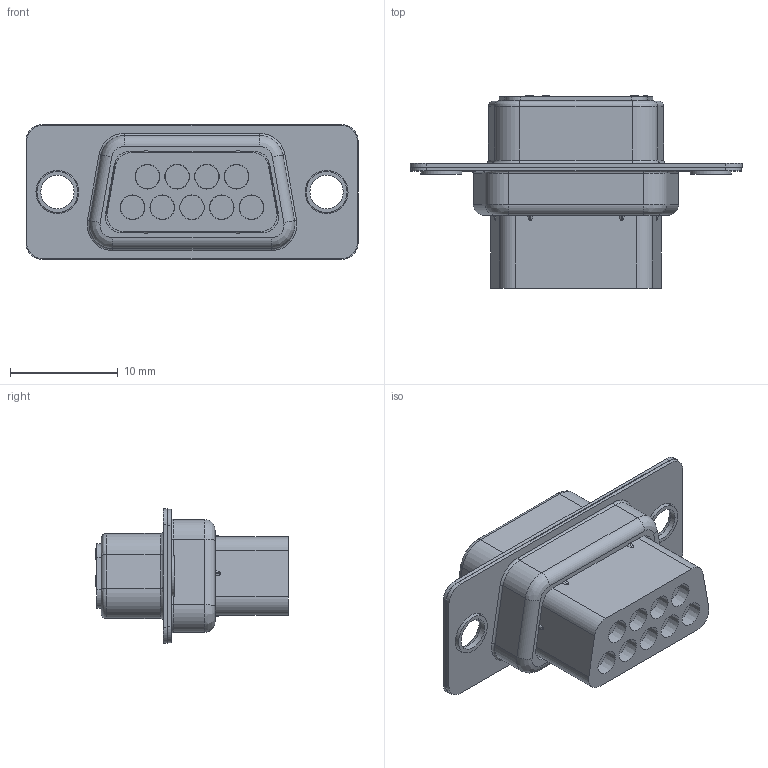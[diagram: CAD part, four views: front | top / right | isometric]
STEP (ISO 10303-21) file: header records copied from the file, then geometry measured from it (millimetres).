
FILE_DESCRIPTION(/* description */ (''),/* implementation_level */ '2;1');
FILE_NAME(/* name */ '100547095ugm000_a.stp',/* time_stamp */ '2018-12-14T06:26:04+01:00',/* author */ (''),/* organization */ (''),/* preprocessor_version */ 'ST-DEVELOPER v16.7',/* originating_system */ 'SIEMENS PLM Software NX 12.0',/* authorisation */ '');
FILE_SCHEMA (('AUTOMOTIVE_DESIGN { 1 0 10303 214 3 1 1 1 }'));
Length unit declared in the file: millimetre
Products named in the file (1): 100547095ugm000_a
Bounding box: 30.84 x 17.9 x 12.5 mm (x, y, z)
Volume: 2336.1 mm3; surface area: 2844.4 mm2
Topology: 1 solids, 2 shells, 425 faces, 1181 edges, 792 vertices
Faces by surface type: plane 177, cylinder 128, bspline 88, cone 28, sphere 4
Full cylindrical faces by diameter (mm): 0.9 x2, 1.1 x2, 1.2 x9, 3.1 x2, 3.8 x2, 4 x2
Entity records: 16558 total; most frequent: CARTESIAN_POINT 5056, ORIENTED_EDGE 2216, DIRECTION 1913, EDGE_CURVE 1108, VERTEX_POINT 771, AXIS2_PLACEMENT_3D 676, LINE 561, VECTOR 561
